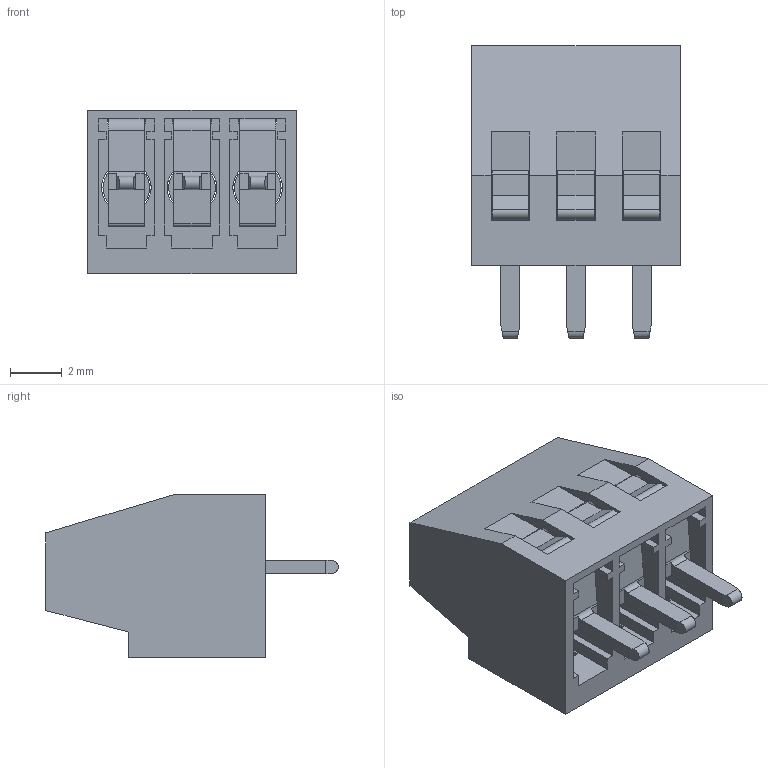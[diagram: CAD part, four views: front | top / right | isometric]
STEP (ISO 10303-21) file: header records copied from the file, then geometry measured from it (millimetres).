
FILE_DESCRIPTION (( 'STEP AP214' ), '1' );
FILE_NAME ('kit-3pos-screw-down-terminal.STEP', '2021-01-26T16:03:22', ( '' ), ( '' ), 'SwSTEP 2.0', 'SolidWorks 2020', '' );
FILE_SCHEMA (( 'AUTOMOTIVE_DESIGN' ));
Length unit declared in the file: millimetre
Products named in the file (1): kit-3pos-screw-down-terminal
Bounding box: 8.06 x 11.3 x 6.33 mm (x, y, z)
Volume: 227.6 mm3; surface area: 708 mm2
Topology: 1 solids, 1 shells, 249 faces, 777 edges, 515 vertices
Faces by surface type: plane 183, cylinder 57, torus 9
Entity records: 11410 total; most frequent: CARTESIAN_POINT 1791, ORIENTED_EDGE 1554, DIRECTION 1395, EDGE_CURVE 777, VECTOR 609, LINE 609, VERTEX_POINT 515, AXIS2_PLACEMENT_3D 393
